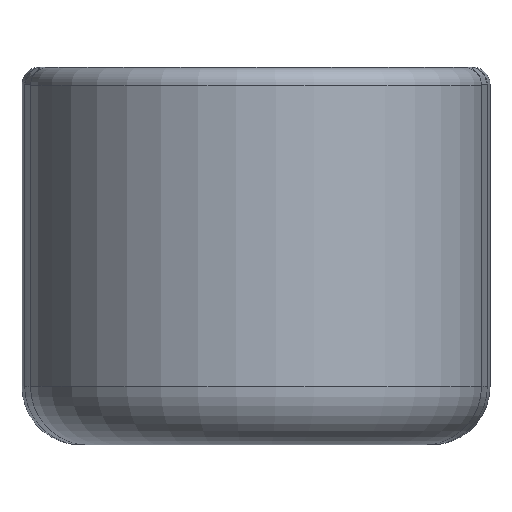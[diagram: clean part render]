
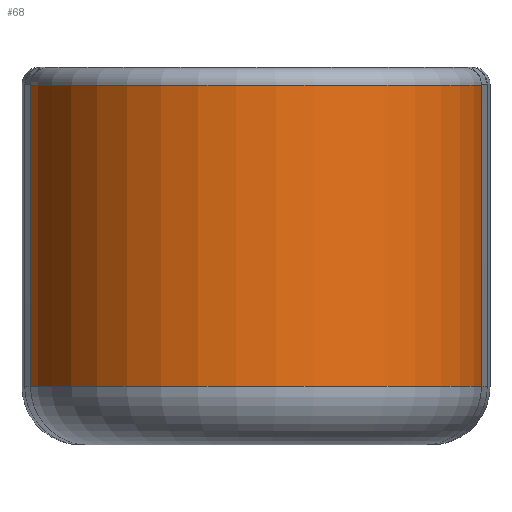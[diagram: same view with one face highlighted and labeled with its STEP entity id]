
A CAD part, front view. The second image highlights one B-rep face of the part: STEP entity #68.
In plain terms, the highlighted cylindrical face has radius 13.2 mm (diameter 26.4 mm), a partial arc.
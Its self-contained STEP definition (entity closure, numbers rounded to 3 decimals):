
#27=CARTESIAN_POINT('',(50.,-106.,21.));
#28=DIRECTION('',(0.,0.,-1.));
#29=DIRECTION('',(-1.,0.,0.));
#30=AXIS2_PLACEMENT_3D('',#27,#28,#29);
#31=CYLINDRICAL_SURFACE('',#30,13.2);
#32=CARTESIAN_POINT('',(36.866,-107.322,20.954));
#33=VERTEX_POINT('',#32);
#34=CARTESIAN_POINT('',(36.866,-107.322,3.4));
#35=VERTEX_POINT('',#34);
#36=CARTESIAN_POINT('',(36.866,-107.322,20.954));
#37=DIRECTION('',(0.,0.,-1.));
#38=VECTOR('',#37,17.554);
#39=LINE('',#36,#38);
#40=EDGE_CURVE('',#33,#35,#39,.T.);
#41=ORIENTED_EDGE('',*,*,#40,.T.);
#42=CARTESIAN_POINT('',(63.134,-107.322,3.4));
#43=VERTEX_POINT('',#42);
#44=CARTESIAN_POINT('',(50.,-106.,3.4));
#45=DIRECTION('',(0.,0.,1.));
#46=DIRECTION('',(1.,0.,-0.));
#47=AXIS2_PLACEMENT_3D('',#44,#45,#46);
#48=CIRCLE('',#47,13.2);
#49=EDGE_CURVE('',#35,#43,#48,.T.);
#50=ORIENTED_EDGE('',*,*,#49,.T.);
#51=CARTESIAN_POINT('',(63.134,-107.322,20.954));
#52=VERTEX_POINT('',#51);
#53=CARTESIAN_POINT('',(63.134,-107.322,3.4));
#54=DIRECTION('',(-0.,-0.,1.));
#55=VECTOR('',#54,17.554);
#56=LINE('',#53,#55);
#57=EDGE_CURVE('',#43,#52,#56,.T.);
#58=ORIENTED_EDGE('',*,*,#57,.T.);
#59=CARTESIAN_POINT('',(50.,-106.,20.954));
#60=DIRECTION('',(-0.,-0.,-1.));
#61=DIRECTION('',(1.,0.,-0.));
#62=AXIS2_PLACEMENT_3D('',#59,#60,#61);
#63=CIRCLE('',#62,13.2);
#64=EDGE_CURVE('',#52,#33,#63,.T.);
#65=ORIENTED_EDGE('',*,*,#64,.T.);
#66=EDGE_LOOP('',(#41,#50,#58,#65));
#67=FACE_BOUND('',#66,.T.);
#68=ADVANCED_FACE('',(#67),#31,.T.);
